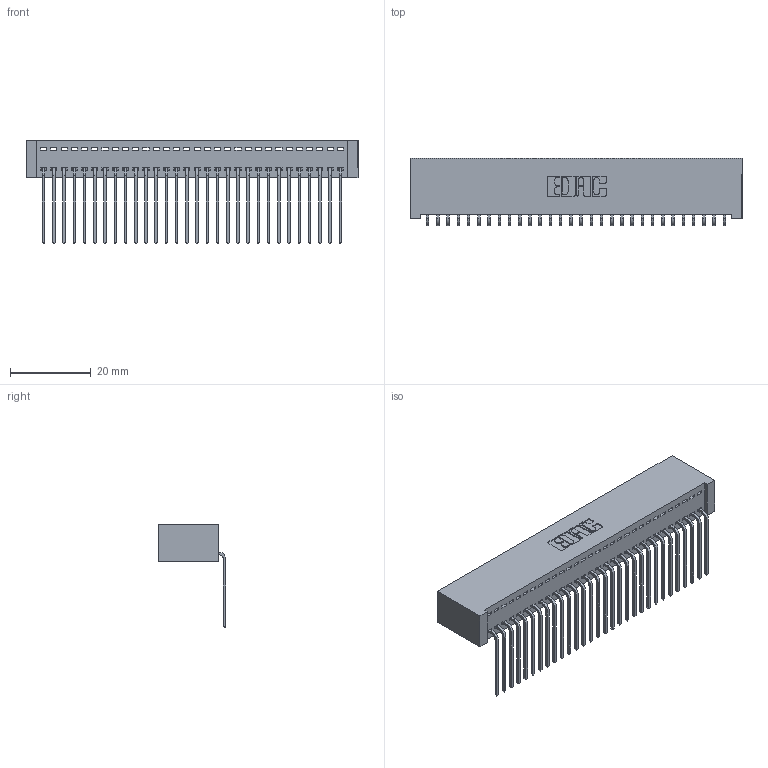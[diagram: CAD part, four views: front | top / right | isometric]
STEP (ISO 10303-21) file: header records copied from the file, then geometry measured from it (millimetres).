
FILE_DESCRIPTION (( 'STEP AP203' ), '1' );
FILE_NAME ('342-030-559-101.STEP', '2019-10-02T05:08:55', ( '' ), ( '' ), 'SwSTEP 2.0', 'SolidWorks 2016', '' );
FILE_SCHEMA (( 'CONFIG_CONTROL_DESIGN' ));
Length unit declared in the file: inch
Products named in the file (3): 342-030-559-101; 342 Part_Lugless; 345-292-001_558 559 Tail - 1
Assembly tree (31 placements, depth 2):
  342-030-559-101
    342 Part_Lugless
    345-292-001_558 559 Tail - 1  x30
Bounding box: 82.45 x 16.83 x 25.78 mm (x, y, z)
Volume: 7693.8 mm3; surface area: 11964.9 mm2
Topology: 31 solids, 31 shells, 1902 faces, 5735 edges, 3782 vertices
Faces by surface type: plane 1382, cylinder 520
Entity records: 19567 total; most frequent: CARTESIAN_POINT 3384, ORIENTED_EDGE 3350, DIRECTION 2871, EDGE_CURVE 1675, LINE 1555, VECTOR 1555, VERTEX_POINT 1114, AXIS2_PLACEMENT_3D 658
